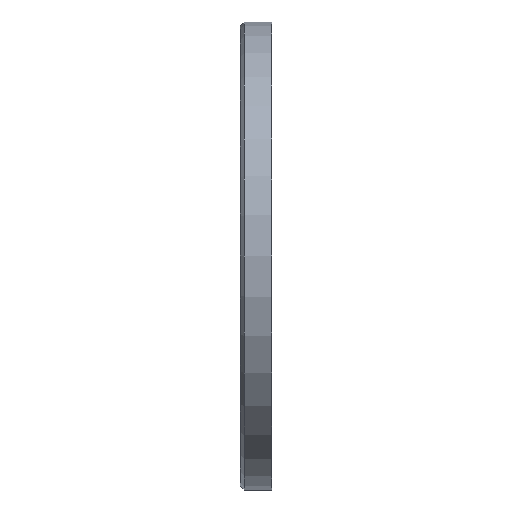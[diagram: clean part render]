
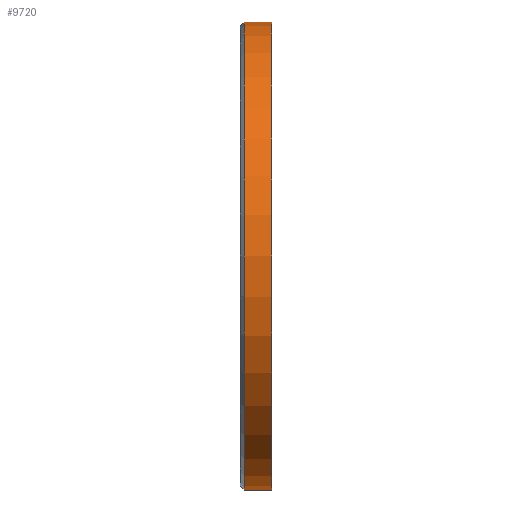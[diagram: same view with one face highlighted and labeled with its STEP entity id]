
A CAD part, left-side view. The second image highlights one B-rep face of the part: STEP entity #9720.
In plain terms, the highlighted cylindrical face has radius 60 mm (diameter 120 mm), a partial arc.
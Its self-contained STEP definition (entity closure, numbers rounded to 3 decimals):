
#135 = DIRECTION ( 'NONE',  ( 0., -1., 0. ) ) ;
#762 = CARTESIAN_POINT ( 'NONE',  ( 0., 0., 0. ) ) ;
#1103 = ORIENTED_EDGE ( 'NONE', *, *, #5817, .T. ) ;
#1782 = DIRECTION ( 'NONE',  ( 0., 1., 0. ) ) ;
#2135 = CARTESIAN_POINT ( 'NONE',  ( 0., 0., 60. ) ) ;
#2401 = VERTEX_POINT ( 'NONE', #2135 ) ;
#2877 = DIRECTION ( 'NONE',  ( 0., -1., 0. ) ) ;
#2913 = EDGE_LOOP ( 'NONE', ( #8038, #11515, #5225, #1103 ) ) ;
#3363 = CARTESIAN_POINT ( 'NONE',  ( 0., 8., 60. ) ) ;
#3365 = VERTEX_POINT ( 'NONE', #13858 ) ;
#4172 = VECTOR ( 'NONE', #10561, 1000. ) ;
#4240 = VECTOR ( 'NONE', #11305, 1000. ) ;
#4512 = AXIS2_PLACEMENT_3D ( 'NONE', #14412, #135, #5929 ) ;
#5225 = ORIENTED_EDGE ( 'NONE', *, *, #14047, .T. ) ;
#5275 = DIRECTION ( 'NONE',  ( 0., 0., 1. ) ) ;
#5817 = EDGE_CURVE ( 'NONE', #6518, #2401, #14550, .T. ) ;
#5929 = DIRECTION ( 'NONE',  ( 0., 0., -1. ) ) ;
#6518 = VERTEX_POINT ( 'NONE', #9919 ) ;
#6742 = FACE_OUTER_BOUND ( 'NONE', #2913, .T. ) ;
#7129 = CYLINDRICAL_SURFACE ( 'NONE', #4512, 60. ) ;
#7502 = VERTEX_POINT ( 'NONE', #8834 ) ;
#7965 = EDGE_CURVE ( 'NONE', #7502, #2401, #9004, .T. ) ;
#8038 = ORIENTED_EDGE ( 'NONE', *, *, #7965, .F. ) ;
#8731 = EDGE_CURVE ( 'NONE', #7502, #3365, #10502, .T. ) ;
#8807 = CARTESIAN_POINT ( 'NONE',  ( 0., 7., 0. ) ) ;
#8834 = CARTESIAN_POINT ( 'NONE',  ( 0., 7., 60. ) ) ;
#9004 = LINE ( 'NONE', #3363, #4172 ) ;
#9720 = ADVANCED_FACE ( 'NONE', ( #6742 ), #7129, .T. ) ;
#9919 = CARTESIAN_POINT ( 'NONE',  ( 0., 0., -60. ) ) ;
#9998 = AXIS2_PLACEMENT_3D ( 'NONE', #762, #1782, #11499 ) ;
#10502 = CIRCLE ( 'NONE', #12912, 60. ) ;
#10561 = DIRECTION ( 'NONE',  ( 0., -1., 0. ) ) ;
#11305 = DIRECTION ( 'NONE',  ( 0., -1., 0. ) ) ;
#11499 = DIRECTION ( 'NONE',  ( 0., 0., 1. ) ) ;
#11515 = ORIENTED_EDGE ( 'NONE', *, *, #8731, .T. ) ;
#12504 = CARTESIAN_POINT ( 'NONE',  ( 0., 8., -60. ) ) ;
#12912 = AXIS2_PLACEMENT_3D ( 'NONE', #8807, #2877, #5275 ) ;
#13781 = LINE ( 'NONE', #12504, #4240 ) ;
#13858 = CARTESIAN_POINT ( 'NONE',  ( 0., 7., -60. ) ) ;
#14047 = EDGE_CURVE ( 'NONE', #3365, #6518, #13781, .T. ) ;
#14412 = CARTESIAN_POINT ( 'NONE',  ( 0., 8., 0. ) ) ;
#14550 = CIRCLE ( 'NONE', #9998, 60. ) ;
